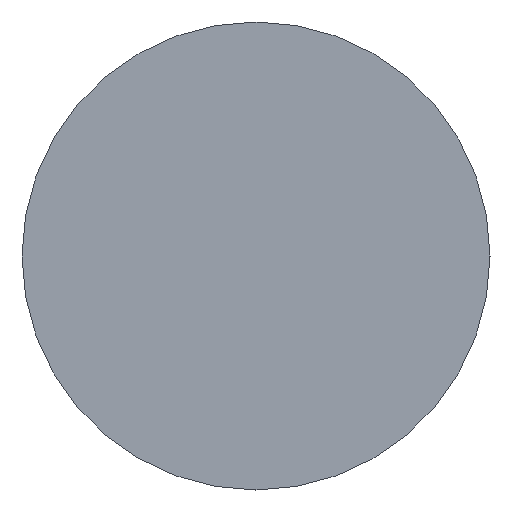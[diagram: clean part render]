
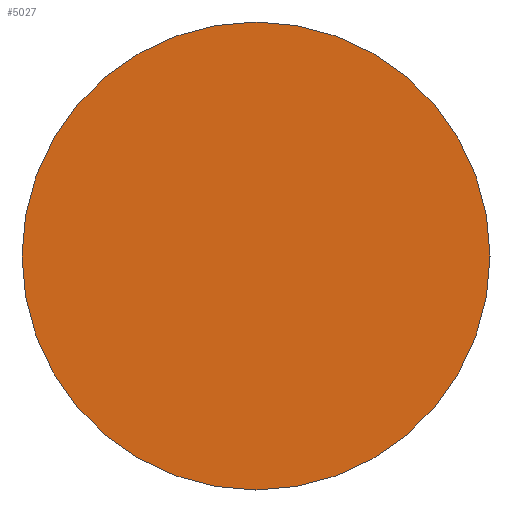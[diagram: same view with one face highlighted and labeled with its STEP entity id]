
A CAD part, left-side view. The second image highlights one B-rep face of the part: STEP entity #5027.
In plain terms, the highlighted planar face has unit normal (-1, 0, 0).
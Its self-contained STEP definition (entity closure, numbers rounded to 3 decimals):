
#2337 = CARTESIAN_POINT ( 'NONE',  ( -12.25, 0., 0. ) ) ;
#5027 = ADVANCED_FACE ( 'NONE', ( #45132 ), #28435, .F. ) ;
#7244 = DIRECTION ( 'NONE',  ( 0., 0., 1. ) ) ;
#13508 = CIRCLE ( 'NONE', #25524, 4. ) ;
#18024 = CARTESIAN_POINT ( 'NONE',  ( -12.25, 0., 4. ) ) ;
#19961 = ORIENTED_EDGE ( 'NONE', *, *, #56469, .T. ) ;
#23009 = EDGE_LOOP ( 'NONE', ( #19961 ) ) ;
#25524 = AXIS2_PLACEMENT_3D ( 'NONE', #2337, #36617, #7244 ) ;
#28012 = DIRECTION ( 'NONE',  ( 0., 0., -1. ) ) ;
#28157 = DIRECTION ( 'NONE',  ( 1., 0., 0. ) ) ;
#28435 = PLANE ( 'NONE',  #58559 ) ;
#29814 = CARTESIAN_POINT ( 'NONE',  ( -12.25, 4., 0. ) ) ;
#36617 = DIRECTION ( 'NONE',  ( -1., 0., 0. ) ) ;
#45132 = FACE_OUTER_BOUND ( 'NONE', #23009, .T. ) ;
#50114 = VERTEX_POINT ( 'NONE', #18024 ) ;
#56469 = EDGE_CURVE ( 'NONE', #50114, #50114, #13508, .T. ) ;
#58559 = AXIS2_PLACEMENT_3D ( 'NONE', #29814, #28157, #28012 ) ;
